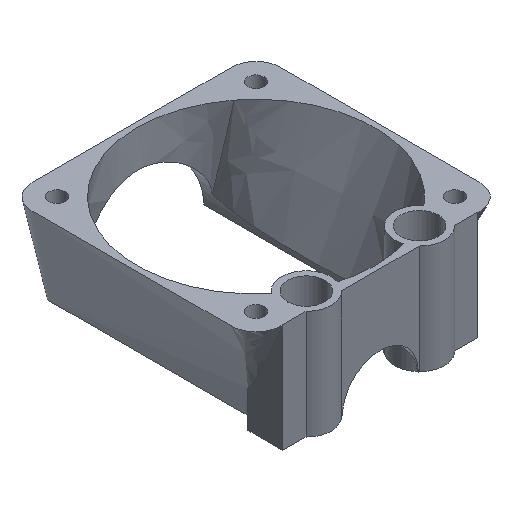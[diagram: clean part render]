
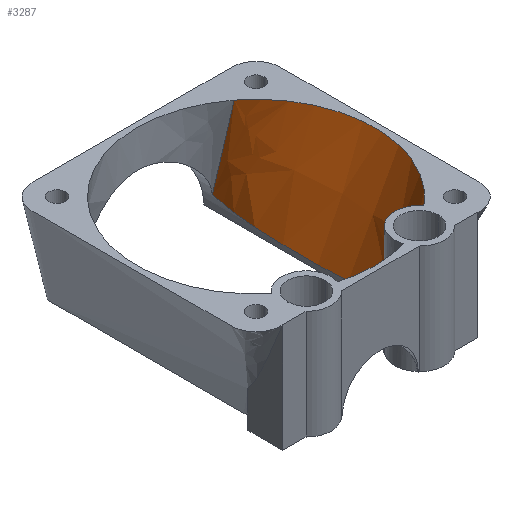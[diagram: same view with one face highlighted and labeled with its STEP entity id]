
A CAD part, isometric view. The second image highlights one B-rep face of the part: STEP entity #3287.
In plain terms, the highlighted free-form (B-spline) face has degree [3, 1] with [18, 2] control points.
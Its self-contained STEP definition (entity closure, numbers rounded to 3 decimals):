
#57 = CARTESIAN_POINT ( 'NONE',  ( 29.16, 3.529, 17.5 ) ) ;
#73 = CARTESIAN_POINT ( 'NONE',  ( 24.831, 2.453, 0.5 ) ) ;
#88 = CARTESIAN_POINT ( 'NONE',  ( 29.16, -19.307, 17.5 ) ) ;
#108 = CARTESIAN_POINT ( 'NONE',  ( 24.831, -12.047, 0.5 ) ) ;
#135 = CARTESIAN_POINT ( 'NONE',  ( 25.134, 7.447, 2.137 ) ) ;
#164 = CARTESIAN_POINT ( 'NONE',  ( 25.207, 4.399, 1.699 ) ) ;
#213 = LINE ( 'NONE', #1266, #2684 ) ;
#309 = CARTESIAN_POINT ( 'NONE',  ( 29.983, 2.334, 17.5 ) ) ;
#328 = CARTESIAN_POINT ( 'NONE',  ( 24.831, -1.172, 0.5 ) ) ;
#346 = CARTESIAN_POINT ( 'NONE',  ( 25.186, 5.627, 1.838 ) ) ;
#424 = EDGE_CURVE ( 'NONE', #1009, #1162, #1018, .T. ) ;
#506 = VERTEX_POINT ( 'NONE', #1729 ) ;
#551 = DIRECTION ( 'NONE',  ( 0.031, -0.207, 0.978 ) ) ;
#560 = CARTESIAN_POINT ( 'NONE',  ( 31.362, -0.296, 17.5 ) ) ;
#583 = AXIS2_PLACEMENT_3D ( 'NONE', #2309, #3372, #2835 ) ;
#605 = B_SPLINE_SURFACE_WITH_KNOTS ( 'NONE', 3, 1, ( 
 ( #2156, #1635 ),
 ( #841, #1422 ),
 ( #1913, #2448 ),
 ( #2999, #88 ),
 ( #108, #1930 ),
 ( #2724, #2983 ),
 ( #1151, #1889 ),
 ( #2212, #1867 ),
 ( #890, #1683 ),
 ( #2139, #2172 ),
 ( #328, #3204 ),
 ( #2947, #1367 ),
 ( #73, #560 ),
 ( #1613, #309 ),
 ( #2427, #57 ),
 ( #3221, #2963 ),
 ( #3236, #862 ),
 ( #1216, #664 ) ),
 .UNSPECIFIED., .F., .F., .F.,
 ( 4, 2, 2, 2, 2, 2, 2, 2, 4 ),
 ( 2, 2 ),
 ( 0., 0.125, 0.25, 0.375, 0.5, 0.625, 0.75, 0.875, 1. ),
 ( 0., 1. ),
 .UNSPECIFIED. ) ;
#632 = FACE_OUTER_BOUND ( 'NONE', #736, .T. ) ;
#664 = CARTESIAN_POINT ( 'NONE',  ( 25.376, 7.319, 17.5 ) ) ;
#715 = ORIENTED_EDGE ( 'NONE', *, *, #1405, .T. ) ;
#726 = CARTESIAN_POINT ( 'NONE',  ( 25.199, -12.849, 1.756 ) ) ;
#736 = EDGE_LOOP ( 'NONE', ( #3065, #715, #2555, #2239, #3319 ) ) ;
#841 = CARTESIAN_POINT ( 'NONE',  ( 24.831, -16.88, 0.5 ) ) ;
#862 = CARTESIAN_POINT ( 'NONE',  ( 26.38, 6.547, 17.5 ) ) ;
#870 = EDGE_CURVE ( 'NONE', #506, #2300, #2245, .T. ) ;
#890 = CARTESIAN_POINT ( 'NONE',  ( 24.831, -4.797, 0.5 ) ) ;
#909 = CARTESIAN_POINT ( 'NONE',  ( 25.037, 9.223, 2.609 ) ) ;
#929 = EDGE_CURVE ( 'NONE', #1162, #1372, #213, .T. ) ;
#990 = CARTESIAN_POINT ( 'NONE',  ( 25.24, 0.702, 1.458 ) ) ;
#1009 = VERTEX_POINT ( 'NONE', #2678 ) ;
#1018 = B_SPLINE_CURVE_WITH_KNOTS ( 'NONE', 3,
 ( #2534, #2776, #909, #2515, #135, #1203, #346, #164, #1543, #2810, #990, #3077, #2596, #2874, #1218, #1775, #1232, #726, #1526, #1509, #2825, #2581 ),
 .UNSPECIFIED., .F., .F.,
 ( 4, 2, 2, 2, 2, 2, 2, 2, 2, 2, 4 ),
 ( 0., 0.002, 0.004, 0.006, 0.007, 0.011, 0.015, 0.018, 0.022, 0.026, 0.029 ),
 .UNSPECIFIED. ) ;
#1151 = CARTESIAN_POINT ( 'NONE',  ( 24.831, -8.422, 0.5 ) ) ;
#1162 = VERTEX_POINT ( 'NONE', #2993 ) ;
#1203 = CARTESIAN_POINT ( 'NONE',  ( 25.172, 6.238, 1.922 ) ) ;
#1216 = CARTESIAN_POINT ( 'NONE',  ( 24.831, 10.911, 0.5 ) ) ;
#1218 = CARTESIAN_POINT ( 'NONE',  ( 25.246, -6.702, 1.408 ) ) ;
#1232 = CARTESIAN_POINT ( 'NONE',  ( 25.228, -10.4, 1.554 ) ) ;
#1266 = CARTESIAN_POINT ( 'NONE',  ( 25.104, -20.593, 9. ) ) ;
#1309 = B_SPLINE_CURVE_WITH_KNOTS ( 'NONE', 3,
 ( #1705, #1440, #2301, #1764 ),
 .UNSPECIFIED., .F., .F.,
 ( 4, 4 ),
 ( 0., 0.004 ),
 .UNSPECIFIED. ) ;
#1367 = CARTESIAN_POINT ( 'NONE',  ( 31.916, -1.73, 17.5 ) ) ;
#1372 = VERTEX_POINT ( 'NONE', #3083 ) ;
#1405 = EDGE_CURVE ( 'NONE', #1372, #506, #1309, .T. ) ;
#1422 = CARTESIAN_POINT ( 'NONE',  ( 26.38, -22.324, 17.5 ) ) ;
#1440 = CARTESIAN_POINT ( 'NONE',  ( 25.478, -22.12, 14.896 ) ) ;
#1509 = CARTESIAN_POINT ( 'NONE',  ( 25.098, -16.484, 2.332 ) ) ;
#1526 = CARTESIAN_POINT ( 'NONE',  ( 25.179, -14.069, 1.893 ) ) ;
#1543 = CARTESIAN_POINT ( 'NONE',  ( 25.215, 3.783, 1.645 ) ) ;
#1613 = CARTESIAN_POINT ( 'NONE',  ( 24.831, 4.87, 0.5 ) ) ;
#1635 = CARTESIAN_POINT ( 'NONE',  ( 25.376, -23.097, 17.5 ) ) ;
#1683 = CARTESIAN_POINT ( 'NONE',  ( 32.866, -9.464, 17.5 ) ) ;
#1705 = CARTESIAN_POINT ( 'NONE',  ( 25.25, -21.942, 13.579 ) ) ;
#1729 = CARTESIAN_POINT ( 'NONE',  ( 25.945, -22.641, 17.5 ) ) ;
#1764 = CARTESIAN_POINT ( 'NONE',  ( 25.945, -22.641, 17.5 ) ) ;
#1775 = CARTESIAN_POINT ( 'NONE',  ( 25.236, -9.169, 1.492 ) ) ;
#1867 = CARTESIAN_POINT ( 'NONE',  ( 32.669, -11.038, 17.5 ) ) ;
#1889 = CARTESIAN_POINT ( 'NONE',  ( 31.916, -14.047, 17.5 ) ) ;
#1913 = CARTESIAN_POINT ( 'NONE',  ( 24.831, -15.672, 0.5 ) ) ;
#1930 = CARTESIAN_POINT ( 'NONE',  ( 29.983, -18.112, 17.5 ) ) ;
#2139 = CARTESIAN_POINT ( 'NONE',  ( 24.831, -2.38, 0.5 ) ) ;
#2156 = CARTESIAN_POINT ( 'NONE',  ( 24.831, -18.089, 0.5 ) ) ;
#2172 = CARTESIAN_POINT ( 'NONE',  ( 32.866, -6.314, 17.5 ) ) ;
#2212 = CARTESIAN_POINT ( 'NONE',  ( 24.831, -6.005, 0.5 ) ) ;
#2239 = ORIENTED_EDGE ( 'NONE', *, *, #2244, .F. ) ;
#2244 = EDGE_CURVE ( 'NONE', #1009, #2300, #2623, .T. ) ;
#2245 = CIRCLE ( 'NONE', #583, 19.184 ) ;
#2300 = VERTEX_POINT ( 'NONE', #2661 ) ;
#2301 = CARTESIAN_POINT ( 'NONE',  ( 25.723, -22.354, 16.201 ) ) ;
#2309 = CARTESIAN_POINT ( 'NONE',  ( 13.681, -7.889, 17.5 ) ) ;
#2427 = CARTESIAN_POINT ( 'NONE',  ( 24.831, 6.078, 0.5 ) ) ;
#2448 = CARTESIAN_POINT ( 'NONE',  ( 27.358, -21.413, 17.5 ) ) ;
#2515 = CARTESIAN_POINT ( 'NONE',  ( 25.11, 8.046, 2.268 ) ) ;
#2534 = CARTESIAN_POINT ( 'NONE',  ( 24.914, 10.364, 3.089 ) ) ;
#2555 = ORIENTED_EDGE ( 'NONE', *, *, #870, .T. ) ;
#2581 = CARTESIAN_POINT ( 'NONE',  ( 24.914, -18.852, 3.089 ) ) ;
#2596 = CARTESIAN_POINT ( 'NONE',  ( 25.249, -2.998, 1.38 ) ) ;
#2607 = CARTESIAN_POINT ( 'NONE',  ( 25.104, 9.115, 9. ) ) ;
#2623 = LINE ( 'NONE', #2607, #3300 ) ;
#2661 = CARTESIAN_POINT ( 'NONE',  ( 25.376, 7.319, 17.5 ) ) ;
#2678 = CARTESIAN_POINT ( 'NONE',  ( 24.914, 10.364, 3.089 ) ) ;
#2684 = VECTOR ( 'NONE', #2806, 1000. ) ;
#2724 = CARTESIAN_POINT ( 'NONE',  ( 24.831, -9.63, 0.5 ) ) ;
#2776 = CARTESIAN_POINT ( 'NONE',  ( 24.989, 9.801, 2.819 ) ) ;
#2806 = DIRECTION ( 'NONE',  ( 0.031, -0.282, 0.959 ) ) ;
#2810 = CARTESIAN_POINT ( 'NONE',  ( 25.233, 1.935, 1.511 ) ) ;
#2825 = CARTESIAN_POINT ( 'NONE',  ( 25.039, -17.679, 2.636 ) ) ;
#2835 = DIRECTION ( 'NONE',  ( 1., 0., 0. ) ) ;
#2874 = CARTESIAN_POINT ( 'NONE',  ( 25.249, -5.467, 1.388 ) ) ;
#2947 = CARTESIAN_POINT ( 'NONE',  ( 24.831, 1.245, 0.5 ) ) ;
#2963 = CARTESIAN_POINT ( 'NONE',  ( 27.358, 5.635, 17.5 ) ) ;
#2983 = CARTESIAN_POINT ( 'NONE',  ( 31.362, -15.482, 17.5 ) ) ;
#2993 = CARTESIAN_POINT ( 'NONE',  ( 24.914, -18.852, 3.089 ) ) ;
#2999 = CARTESIAN_POINT ( 'NONE',  ( 24.831, -13.255, 0.5 ) ) ;
#3065 = ORIENTED_EDGE ( 'NONE', *, *, #929, .T. ) ;
#3077 = CARTESIAN_POINT ( 'NONE',  ( 25.248, -1.764, 1.393 ) ) ;
#3083 = CARTESIAN_POINT ( 'NONE',  ( 25.25, -21.942, 13.579 ) ) ;
#3204 = CARTESIAN_POINT ( 'NONE',  ( 32.669, -4.74, 17.5 ) ) ;
#3221 = CARTESIAN_POINT ( 'NONE',  ( 24.831, 8.495, 0.5 ) ) ;
#3236 = CARTESIAN_POINT ( 'NONE',  ( 24.831, 9.703, 0.5 ) ) ;
#3287 = ADVANCED_FACE ( 'NONE', ( #632 ), #605, .F. ) ;
#3300 = VECTOR ( 'NONE', #551, 1000. ) ;
#3319 = ORIENTED_EDGE ( 'NONE', *, *, #424, .T. ) ;
#3372 = DIRECTION ( 'NONE',  ( 0., 0., 1. ) ) ;
